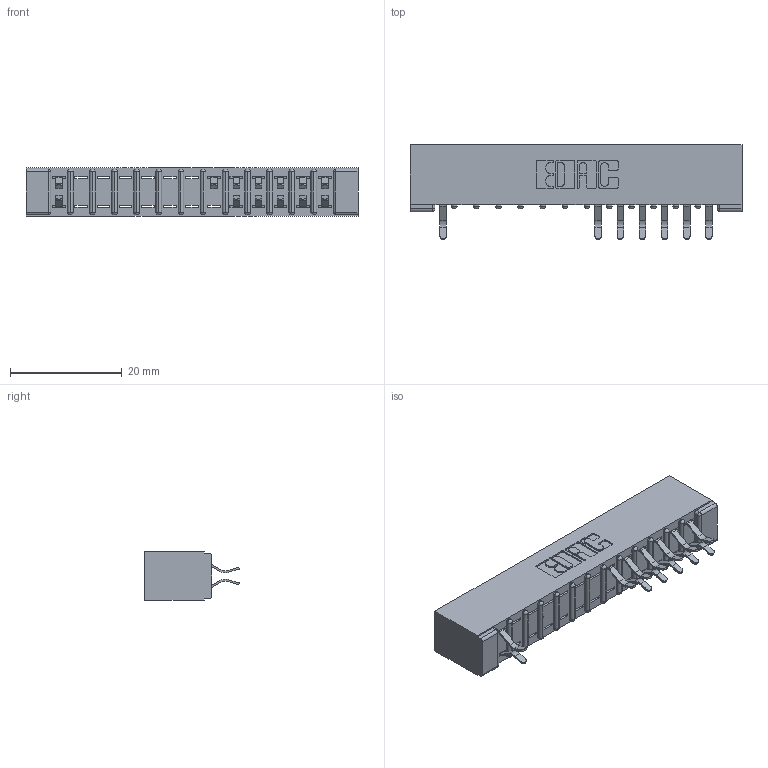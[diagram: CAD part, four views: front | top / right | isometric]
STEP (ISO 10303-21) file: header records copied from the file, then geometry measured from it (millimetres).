
FILE_DESCRIPTION (( 'STEP AP203' ), '1' );
FILE_NAME ('357-026-556-201.STEP', '2018-08-09T03:50:35', ( '' ), ( '' ), 'SwSTEP 2.0', 'SolidWorks 2016', '' );
FILE_SCHEMA (( 'CONFIG_CONTROL_DESIGN' ));
Length unit declared in the file: inch
Products named in the file (3): 307 Part_No Mounting Lugs; 307-290-001_556; 357-026-556-201
Assembly tree (14 placements, depth 2):
  357-026-556-201
    307 Part_No Mounting Lugs
    307-290-001_556  x13
Bounding box: 59.39 x 16.97 x 8.71 mm (x, y, z)
Volume: 3947.9 mm3; surface area: 5967.3 mm2
Topology: 14 solids, 14 shells, 904 faces, 2561 edges, 1650 vertices
Faces by surface type: plane 573, cylinder 303, sphere 28
Entity records: 14546 total; most frequent: CARTESIAN_POINT 2440, ORIENTED_EDGE 2426, DIRECTION 2389, EDGE_CURVE 1213, VECTOR 919, LINE 919, VERTEX_POINT 786, AXIS2_PLACEMENT_3D 735
